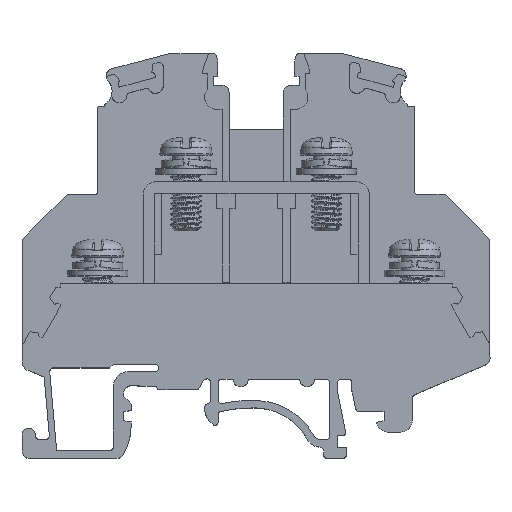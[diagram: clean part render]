
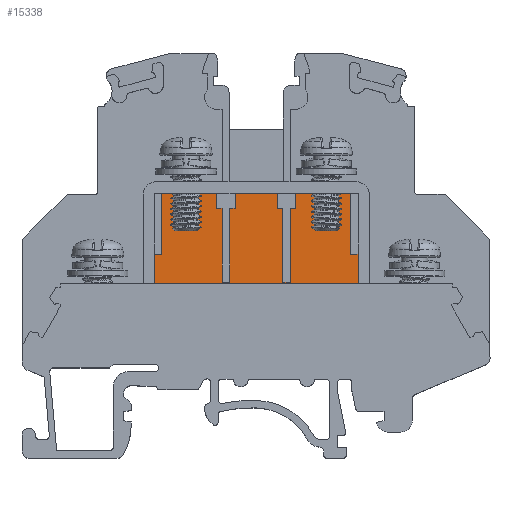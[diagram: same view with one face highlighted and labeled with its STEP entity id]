
A CAD part, top view. The second image highlights one B-rep face of the part: STEP entity #15338.
In plain terms, the highlighted planar face has unit normal (0, 0, 1).
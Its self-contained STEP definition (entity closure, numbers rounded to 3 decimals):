
#1701=DIRECTION('',(0.,1.,0.));
#1702=VECTOR('',#1701,3.902);
#1703=CARTESIAN_POINT('',(-13.5,8.,1.2));
#1704=LINE('',#1703,#1702);
#1705=DIRECTION('',(1.,0.,0.));
#1706=VECTOR('',#1705,0.944);
#1707=CARTESIAN_POINT('',(-13.5,11.902,1.2));
#1708=LINE('',#1707,#1706);
#1709=DIRECTION('',(0.,1.,0.));
#1710=VECTOR('',#1709,8.02);
#1711=CARTESIAN_POINT('',(-12.556,11.902,1.2));
#1712=LINE('',#1711,#1710);
#1713=DIRECTION('',(-1.,0.,0.));
#1714=VECTOR('',#1713,0.944);
#1715=CARTESIAN_POINT('',(-12.556,19.922,1.2));
#1716=LINE('',#1715,#1714);
#1717=DIRECTION('',(0.,1.,0.));
#1718=VECTOR('',#1717,0.078);
#1719=CARTESIAN_POINT('',(-13.5,19.922,1.2));
#1720=LINE('',#1719,#1718);
#1721=DIRECTION('',(0.,-1.,0.));
#1722=VECTOR('',#1721,0.078);
#1723=CARTESIAN_POINT('',(13.5,20.,1.2));
#1724=LINE('',#1723,#1722);
#1725=DIRECTION('',(1.,0.,0.));
#1726=VECTOR('',#1725,0.944);
#1727=CARTESIAN_POINT('',(12.556,19.922,1.2));
#1728=LINE('',#1727,#1726);
#1729=DIRECTION('',(0.,1.,0.));
#1730=VECTOR('',#1729,8.02);
#1731=CARTESIAN_POINT('',(12.556,11.902,1.2));
#1732=LINE('',#1731,#1730);
#1733=DIRECTION('',(-1.,0.,0.));
#1734=VECTOR('',#1733,0.944);
#1735=CARTESIAN_POINT('',(13.5,11.902,1.2));
#1736=LINE('',#1735,#1734);
#1737=DIRECTION('',(0.,-1.,0.));
#1738=VECTOR('',#1737,3.902);
#1739=CARTESIAN_POINT('',(13.5,11.902,1.2));
#1740=LINE('',#1739,#1738);
#1741=DIRECTION('',(-1.,0.,0.));
#1742=VECTOR('',#1741,27.);
#1743=CARTESIAN_POINT('',(13.5,8.,1.2));
#1744=LINE('',#1743,#1742);
#1745=DIRECTION('',(0.,-1.,0.));
#1746=VECTOR('',#1745,2.);
#1747=CARTESIAN_POINT('',(-5.276,19.971,1.2));
#1748=LINE('',#1747,#1746);
#1749=DIRECTION('',(1.,0.,0.));
#1750=VECTOR('',#1749,0.75);
#1751=CARTESIAN_POINT('',(-5.276,17.971,1.2));
#1752=LINE('',#1751,#1750);
#1753=DIRECTION('',(0.,-1.,0.));
#1754=VECTOR('',#1753,9.8);
#1755=CARTESIAN_POINT('',(-4.526,17.971,1.2));
#1756=LINE('',#1755,#1754);
#1757=DIRECTION('',(1.,0.,0.));
#1758=VECTOR('',#1757,1.);
#1759=CARTESIAN_POINT('',(-4.526,8.171,1.2));
#1760=LINE('',#1759,#1758);
#1761=DIRECTION('',(0.,1.,0.));
#1762=VECTOR('',#1761,9.8);
#1763=CARTESIAN_POINT('',(-3.526,8.171,1.2));
#1764=LINE('',#1763,#1762);
#1765=DIRECTION('',(1.,0.,0.));
#1766=VECTOR('',#1765,0.75);
#1767=CARTESIAN_POINT('',(-3.526,17.971,1.2));
#1768=LINE('',#1767,#1766);
#1769=DIRECTION('',(0.,1.,0.));
#1770=VECTOR('',#1769,2.);
#1771=CARTESIAN_POINT('',(-2.776,17.971,1.2));
#1772=LINE('',#1771,#1770);
#1773=DIRECTION('',(-1.,0.,0.));
#1774=VECTOR('',#1773,2.5);
#1775=CARTESIAN_POINT('',(-2.776,19.971,1.2));
#1776=LINE('',#1775,#1774);
#1777=DIRECTION('',(0.,-1.,0.));
#1778=VECTOR('',#1777,2.);
#1779=CARTESIAN_POINT('',(5.276,19.971,1.2));
#1780=LINE('',#1779,#1778);
#1781=DIRECTION('',(1.,0.,0.));
#1782=VECTOR('',#1781,2.5);
#1783=CARTESIAN_POINT('',(2.776,19.971,1.2));
#1784=LINE('',#1783,#1782);
#1785=DIRECTION('',(0.,1.,0.));
#1786=VECTOR('',#1785,2.);
#1787=CARTESIAN_POINT('',(2.776,17.971,1.2));
#1788=LINE('',#1787,#1786);
#1789=DIRECTION('',(-1.,0.,0.));
#1790=VECTOR('',#1789,0.75);
#1791=CARTESIAN_POINT('',(3.526,17.971,1.2));
#1792=LINE('',#1791,#1790);
#1793=DIRECTION('',(0.,1.,0.));
#1794=VECTOR('',#1793,9.8);
#1795=CARTESIAN_POINT('',(3.526,8.171,1.2));
#1796=LINE('',#1795,#1794);
#1797=DIRECTION('',(-1.,0.,0.));
#1798=VECTOR('',#1797,1.);
#1799=CARTESIAN_POINT('',(4.526,8.171,1.2));
#1800=LINE('',#1799,#1798);
#1801=DIRECTION('',(0.,-1.,0.));
#1802=VECTOR('',#1801,9.8);
#1803=CARTESIAN_POINT('',(4.526,17.971,1.2));
#1804=LINE('',#1803,#1802);
#1805=DIRECTION('',(-1.,0.,0.));
#1806=VECTOR('',#1805,0.75);
#1807=CARTESIAN_POINT('',(5.276,17.971,1.2));
#1808=LINE('',#1807,#1806);
#5218=DIRECTION('',(-1.,0.,0.));
#5219=VECTOR('',#5218,27.);
#5220=CARTESIAN_POINT('',(13.5,20.,1.2));
#5221=LINE('',#5220,#5219);
#12331=CARTESIAN_POINT('',(-12.556,11.902,1.2));
#12332=CARTESIAN_POINT('',(-12.556,19.922,1.2));
#12333=VERTEX_POINT('',#12331);
#12334=VERTEX_POINT('',#12332);
#12335=CARTESIAN_POINT('',(-5.276,19.971,1.2));
#12336=CARTESIAN_POINT('',(-5.276,17.971,1.2));
#12337=VERTEX_POINT('',#12335);
#12338=VERTEX_POINT('',#12336);
#12339=CARTESIAN_POINT('',(-4.526,17.971,1.2));
#12340=VERTEX_POINT('',#12339);
#12341=CARTESIAN_POINT('',(-4.526,8.171,1.2));
#12342=VERTEX_POINT('',#12341);
#12343=CARTESIAN_POINT('',(-3.526,8.171,1.2));
#12344=VERTEX_POINT('',#12343);
#12345=CARTESIAN_POINT('',(-3.526,17.971,1.2));
#12346=VERTEX_POINT('',#12345);
#12347=CARTESIAN_POINT('',(-2.776,17.971,1.2));
#12348=VERTEX_POINT('',#12347);
#12349=CARTESIAN_POINT('',(-2.776,19.971,1.2));
#12350=VERTEX_POINT('',#12349);
#12375=CARTESIAN_POINT('',(12.556,11.902,1.2));
#12376=VERTEX_POINT('',#12375);
#12377=CARTESIAN_POINT('',(12.556,19.922,1.2));
#12378=VERTEX_POINT('',#12377);
#12379=CARTESIAN_POINT('',(5.276,19.971,1.2));
#12380=VERTEX_POINT('',#12379);
#12381=CARTESIAN_POINT('',(5.276,17.971,1.2));
#12382=VERTEX_POINT('',#12381);
#12383=CARTESIAN_POINT('',(4.526,17.971,1.2));
#12384=VERTEX_POINT('',#12383);
#12385=CARTESIAN_POINT('',(4.526,8.171,1.2));
#12386=VERTEX_POINT('',#12385);
#12387=CARTESIAN_POINT('',(3.526,8.171,1.2));
#12388=VERTEX_POINT('',#12387);
#12389=CARTESIAN_POINT('',(3.526,17.971,1.2));
#12390=VERTEX_POINT('',#12389);
#12391=CARTESIAN_POINT('',(2.776,17.971,1.2));
#12392=VERTEX_POINT('',#12391);
#12393=CARTESIAN_POINT('',(2.776,19.971,1.2));
#12394=VERTEX_POINT('',#12393);
#13181=CARTESIAN_POINT('',(-13.5,8.,1.2));
#13182=CARTESIAN_POINT('',(-13.5,11.902,1.2));
#13183=VERTEX_POINT('',#13181);
#13184=VERTEX_POINT('',#13182);
#13185=CARTESIAN_POINT('',(-13.5,19.922,1.2));
#13186=CARTESIAN_POINT('',(-13.5,20.,1.2));
#13187=VERTEX_POINT('',#13185);
#13188=VERTEX_POINT('',#13186);
#13189=CARTESIAN_POINT('',(13.5,20.,1.2));
#13190=CARTESIAN_POINT('',(13.5,19.922,1.2));
#13191=VERTEX_POINT('',#13189);
#13192=VERTEX_POINT('',#13190);
#13193=CARTESIAN_POINT('',(13.5,11.902,1.2));
#13194=CARTESIAN_POINT('',(13.5,8.,1.2));
#13195=VERTEX_POINT('',#13193);
#13196=VERTEX_POINT('',#13194);
#15271=CARTESIAN_POINT('',(0.,0.,1.2));
#15272=DIRECTION('',(0.,0.,1.));
#15273=DIRECTION('',(1.,0.,0.));
#15274=AXIS2_PLACEMENT_3D('',#15271,#15272,#15273);
#15275=PLANE('',#15274);
#15277=ORIENTED_EDGE('',*,*,#15276,.T.);
#15279=ORIENTED_EDGE('',*,*,#15278,.T.);
#15281=ORIENTED_EDGE('',*,*,#15280,.T.);
#15283=ORIENTED_EDGE('',*,*,#15282,.T.);
#15285=ORIENTED_EDGE('',*,*,#15284,.T.);
#15287=ORIENTED_EDGE('',*,*,#15286,.F.);
#15289=ORIENTED_EDGE('',*,*,#15288,.T.);
#15291=ORIENTED_EDGE('',*,*,#15290,.F.);
#15293=ORIENTED_EDGE('',*,*,#15292,.F.);
#15295=ORIENTED_EDGE('',*,*,#15294,.F.);
#15297=ORIENTED_EDGE('',*,*,#15296,.T.);
#15299=ORIENTED_EDGE('',*,*,#15298,.T.);
#15300=EDGE_LOOP('',(#15277,#15279,#15281,#15283,#15285,#15287,#15289,#15291,
#15293,#15295,#15297,#15299));
#15301=FACE_OUTER_BOUND('',#15300,.F.);
#15303=ORIENTED_EDGE('',*,*,#15302,.T.);
#15305=ORIENTED_EDGE('',*,*,#15304,.T.);
#15307=ORIENTED_EDGE('',*,*,#15306,.T.);
#15309=ORIENTED_EDGE('',*,*,#15308,.T.);
#15311=ORIENTED_EDGE('',*,*,#15310,.T.);
#15313=ORIENTED_EDGE('',*,*,#15312,.T.);
#15315=ORIENTED_EDGE('',*,*,#15314,.T.);
#15317=ORIENTED_EDGE('',*,*,#15316,.T.);
#15318=EDGE_LOOP('',(#15303,#15305,#15307,#15309,#15311,#15313,#15315,#15317));
#15319=FACE_BOUND('',#15318,.F.);
#15321=ORIENTED_EDGE('',*,*,#15320,.F.);
#15323=ORIENTED_EDGE('',*,*,#15322,.F.);
#15325=ORIENTED_EDGE('',*,*,#15324,.F.);
#15327=ORIENTED_EDGE('',*,*,#15326,.F.);
#15329=ORIENTED_EDGE('',*,*,#15328,.F.);
#15331=ORIENTED_EDGE('',*,*,#15330,.F.);
#15333=ORIENTED_EDGE('',*,*,#15332,.F.);
#15335=ORIENTED_EDGE('',*,*,#15334,.F.);
#15336=EDGE_LOOP('',(#15321,#15323,#15325,#15327,#15329,#15331,#15333,#15335));
#15337=FACE_BOUND('',#15336,.F.);
#15338=ADVANCED_FACE('',(#15301,#15319,#15337),#15275,.T.);
#15276=EDGE_CURVE('',#13183,#13184,#1704,.T.);
#15278=EDGE_CURVE('',#13184,#12333,#1708,.T.);
#15280=EDGE_CURVE('',#12333,#12334,#1712,.T.);
#15282=EDGE_CURVE('',#12334,#13187,#1716,.T.);
#15284=EDGE_CURVE('',#13187,#13188,#1720,.T.);
#15286=EDGE_CURVE('',#13191,#13188,#5221,.T.);
#15288=EDGE_CURVE('',#13191,#13192,#1724,.T.);
#15290=EDGE_CURVE('',#12378,#13192,#1728,.T.);
#15292=EDGE_CURVE('',#12376,#12378,#1732,.T.);
#15294=EDGE_CURVE('',#13195,#12376,#1736,.T.);
#15296=EDGE_CURVE('',#13195,#13196,#1740,.T.);
#15298=EDGE_CURVE('',#13196,#13183,#1744,.T.);
#15302=EDGE_CURVE('',#12337,#12338,#1748,.T.);
#15304=EDGE_CURVE('',#12338,#12340,#1752,.T.);
#15306=EDGE_CURVE('',#12340,#12342,#1756,.T.);
#15308=EDGE_CURVE('',#12342,#12344,#1760,.T.);
#15310=EDGE_CURVE('',#12344,#12346,#1764,.T.);
#15312=EDGE_CURVE('',#12346,#12348,#1768,.T.);
#15314=EDGE_CURVE('',#12348,#12350,#1772,.T.);
#15316=EDGE_CURVE('',#12350,#12337,#1776,.T.);
#15320=EDGE_CURVE('',#12380,#12382,#1780,.T.);
#15322=EDGE_CURVE('',#12394,#12380,#1784,.T.);
#15324=EDGE_CURVE('',#12392,#12394,#1788,.T.);
#15326=EDGE_CURVE('',#12390,#12392,#1792,.T.);
#15328=EDGE_CURVE('',#12388,#12390,#1796,.T.);
#15330=EDGE_CURVE('',#12386,#12388,#1800,.T.);
#15332=EDGE_CURVE('',#12384,#12386,#1804,.T.);
#15334=EDGE_CURVE('',#12382,#12384,#1808,.T.);
